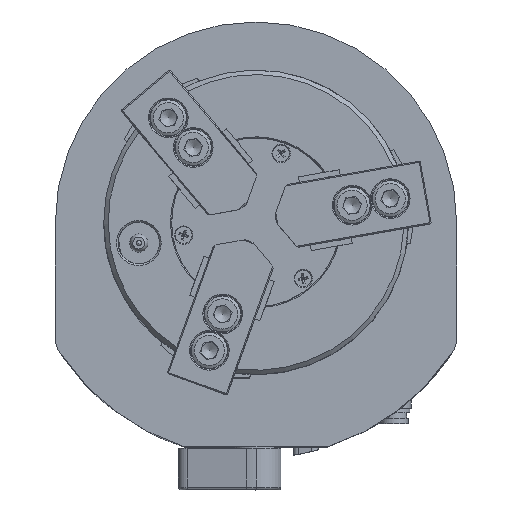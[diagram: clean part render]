
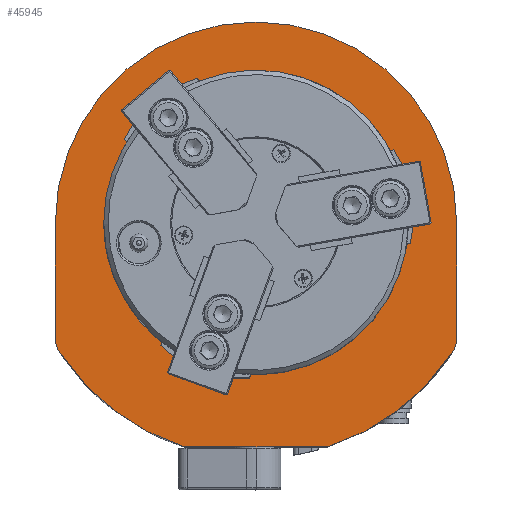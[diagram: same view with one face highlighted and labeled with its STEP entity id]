
A CAD part, top view. The second image highlights one B-rep face of the part: STEP entity #45945.
In plain terms, the highlighted planar face has unit normal (0, 0, 1).
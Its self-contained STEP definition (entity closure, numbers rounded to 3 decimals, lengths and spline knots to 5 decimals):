
#168=FACE_BOUND('',#15092,.T.);
#946=LINE('',#64309,#6737);
#947=LINE('',#64315,#6738);
#948=LINE('',#64318,#6739);
#6737=VECTOR('',#51857,0.05154);
#6738=VECTOR('',#51862,0.04146);
#6739=VECTOR('',#51865,0.04146);
#12712=FACE_OUTER_BOUND('',#15091,.T.);
#15091=EDGE_LOOP('',(#29967,#29968,#29969,#29970,#29971,#29972,#29973,#29974));
#15092=EDGE_LOOP('',(#29975));
#17704=CIRCLE('',#48397,0.01);
#17705=CIRCLE('',#48398,0.085);
#17706=CIRCLE('',#48399,0.085);
#17707=CIRCLE('',#48400,0.01);
#17708=CIRCLE('',#48401,0.0725);
#17709=CIRCLE('',#48402,0.055);
#18564=VERTEX_POINT('',#64303);
#18565=VERTEX_POINT('',#64304);
#18566=VERTEX_POINT('',#64306);
#18567=VERTEX_POINT('',#64308);
#18568=VERTEX_POINT('',#64310);
#18569=VERTEX_POINT('',#64312);
#18570=VERTEX_POINT('',#64314);
#18571=VERTEX_POINT('',#64316);
#18572=VERTEX_POINT('',#64319);
#23021=EDGE_CURVE('',#18564,#18565,#17704,.T.);
#23022=EDGE_CURVE('',#18566,#18564,#17705,.T.);
#23023=EDGE_CURVE('',#18566,#18567,#946,.T.);
#23024=EDGE_CURVE('',#18568,#18567,#17706,.T.);
#23025=EDGE_CURVE('',#18569,#18568,#17707,.T.);
#23026=EDGE_CURVE('',#18569,#18570,#947,.T.);
#23027=EDGE_CURVE('',#18570,#18571,#17708,.T.);
#23028=EDGE_CURVE('',#18571,#18565,#948,.T.);
#23029=EDGE_CURVE('',#18572,#18572,#17709,.T.);
#29967=ORIENTED_EDGE('',*,*,#23021,.F.);
#29968=ORIENTED_EDGE('',*,*,#23022,.F.);
#29969=ORIENTED_EDGE('',*,*,#23023,.T.);
#29970=ORIENTED_EDGE('',*,*,#23024,.F.);
#29971=ORIENTED_EDGE('',*,*,#23025,.F.);
#29972=ORIENTED_EDGE('',*,*,#23026,.T.);
#29973=ORIENTED_EDGE('',*,*,#23027,.T.);
#29974=ORIENTED_EDGE('',*,*,#23028,.T.);
#29975=ORIENTED_EDGE('',*,*,#23029,.T.);
#43580=PLANE('',#48396);
#45945=ADVANCED_FACE('',(#12712,#168),#43580,.T.);
#48396=AXIS2_PLACEMENT_3D('',#64302,#51851,#51852);
#48397=AXIS2_PLACEMENT_3D('',#64305,#51853,#51854);
#48398=AXIS2_PLACEMENT_3D('',#64307,#51855,#51856);
#48399=AXIS2_PLACEMENT_3D('',#64311,#51858,#51859);
#48400=AXIS2_PLACEMENT_3D('',#64313,#51860,#51861);
#48401=AXIS2_PLACEMENT_3D('',#64317,#51863,#51864);
#48402=AXIS2_PLACEMENT_3D('',#64320,#51866,#51867);
#51851=DIRECTION('center_axis',(0.,0.,
1.));
#51852=DIRECTION('ref_axis',(1.,0.,0.));
#51853=DIRECTION('center_axis',(0.,0.,
-1.));
#51854=DIRECTION('ref_axis',(-0.957,-0.289,0.));
#51855=DIRECTION('center_axis',(0.,0.,
-1.));
#51856=DIRECTION('ref_axis',(1.,0.,0.));
#51857=DIRECTION('',(1.,0.,0.));
#51858=DIRECTION('center_axis',(0.,0.,
-1.));
#51859=DIRECTION('ref_axis',(1.,0.,0.));
#51860=DIRECTION('center_axis',(0.,0.,
-1.));
#51861=DIRECTION('ref_axis',(0.957,-0.289,0.));
#51862=DIRECTION('',(0.,1.,0.));
#51863=DIRECTION('center_axis',(0.,0.,
1.));
#51864=DIRECTION('ref_axis',(1.,0.,0.));
#51865=DIRECTION('',(0.,-1.,0.));
#51866=DIRECTION('center_axis',(0.,0.,
-1.));
#51867=DIRECTION('ref_axis',(1.,0.,0.));
#64302=CARTESIAN_POINT('Origin',(-0.085,0.,
0.035));
#64303=CARTESIAN_POINT('',(-0.07083,-0.04699,0.035));
#64304=CARTESIAN_POINT('',(-0.0725,-0.04146,0.035));
#64305=CARTESIAN_POINT('Origin',(-0.0625,-0.04146,
0.035));
#64306=CARTESIAN_POINT('',(-0.02577,-0.081,0.035));
#64307=CARTESIAN_POINT('Origin',(0.,0.,
0.035));
#64308=CARTESIAN_POINT('',(0.02577,-0.081,0.035));
#64309=CARTESIAN_POINT('',(-0.02577,-0.081,0.035));
#64310=CARTESIAN_POINT('',(0.07083,-0.04699,0.035));
#64311=CARTESIAN_POINT('Origin',(0.,0.,
0.035));
#64312=CARTESIAN_POINT('',(0.0725,-0.04146,0.035));
#64313=CARTESIAN_POINT('Origin',(0.0625,-0.04146,
0.035));
#64314=CARTESIAN_POINT('',(0.0725,0.,0.035));
#64315=CARTESIAN_POINT('',(0.0725,-0.04146,0.035));
#64316=CARTESIAN_POINT('',(-0.0725,0.,0.035));
#64317=CARTESIAN_POINT('Origin',(0.,0.,
0.035));
#64318=CARTESIAN_POINT('',(-0.0725,0.,0.035));
#64319=CARTESIAN_POINT('',(0.055,0.,0.035));
#64320=CARTESIAN_POINT('Origin',(0.,0.,
0.035));
